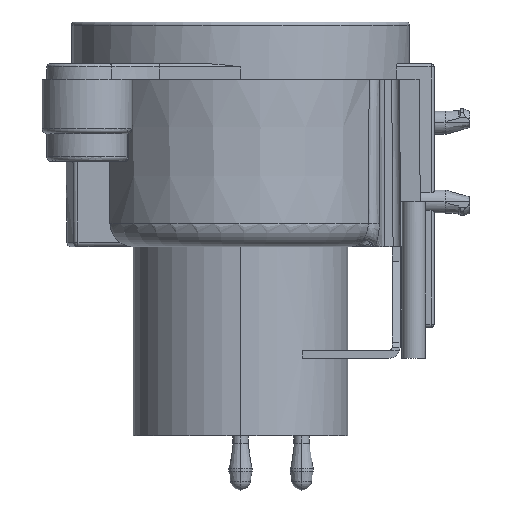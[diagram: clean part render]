
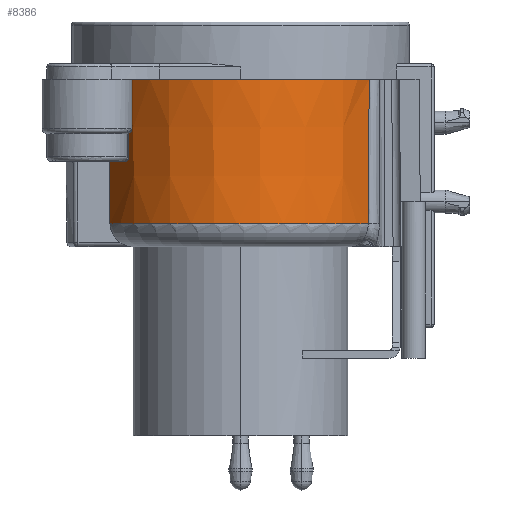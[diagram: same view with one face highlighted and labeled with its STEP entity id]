
A CAD part, left-side view. The second image highlights one B-rep face of the part: STEP entity #8386.
In plain terms, the highlighted conical face has half-angle 0.641 degrees and reference radius 9.107 mm.
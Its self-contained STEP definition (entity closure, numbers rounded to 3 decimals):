
#1=CARTESIAN_POINT('',(0.,0.,-1.));
#2=DIRECTION('',(0.,0.,-1.));
#3=DIRECTION('',(-0.421,-0.907,0.));
#4=AXIS2_PLACEMENT_3D('',#1,#2,#3);
#93=CARTESIAN_POINT('',(-3.319,8.424,-10.317));
#94=CARTESIAN_POINT('',(-3.328,8.433,-9.281));
#95=CARTESIAN_POINT('',(-3.346,8.451,-7.211));
#96=CARTESIAN_POINT('',(-3.373,8.478,-4.105));
#97=CARTESIAN_POINT('',(-3.391,8.495,-2.035));
#98=CARTESIAN_POINT('',(-3.4,8.504,-1.));
#112=CARTESIAN_POINT('',(0.,0.,-10.317));
#113=DIRECTION('',(0.,0.,1.));
#114=DIRECTION('',(-0.367,0.93,0.));
#115=AXIS2_PLACEMENT_3D('',#112,#113,#114);
#1161=CARTESIAN_POINT('',(-3.736,-8.248,
-10.317));
#1162=CARTESIAN_POINT('',(-3.75,-8.254,
-9.274));
#1163=CARTESIAN_POINT('',(-3.777,-8.268,
-7.193));
#1164=CARTESIAN_POINT('',(-3.817,-8.287,
-4.087));
#1165=CARTESIAN_POINT('',(-3.844,-8.3,
-2.027));
#1166=CARTESIAN_POINT('',(-3.858,-8.307,
-1.));
#6739=CARTESIAN_POINT('',(-3.859,-8.306,
-1.));
#6740=CARTESIAN_POINT('',(-3.4,8.504,-1.));
#6741=VERTEX_POINT('',#6739);
#6742=VERTEX_POINT('',#6740);
#6779=VERTEX_POINT('',#93);
#6780=VERTEX_POINT('',#1161);
#8372=CARTESIAN_POINT('',(0.,0.,-5.658));
#8373=DIRECTION('',(0.,0.,1.));
#8374=DIRECTION('',(0.,1.,0.));
#8375=AXIS2_PLACEMENT_3D('',#8372,#8373,#8374);
#8376=CONICAL_SURFACE('',#8375,9.106,0.641);
#8378=ORIENTED_EDGE('',*,*,#8377,.T.);
#8379=ORIENTED_EDGE('',*,*,#8325,.F.);
#8381=ORIENTED_EDGE('',*,*,#8380,.F.);
#8383=ORIENTED_EDGE('',*,*,#8382,.F.);
#8384=EDGE_LOOP('',(#8378,#8379,#8381,#8383));
#8385=FACE_OUTER_BOUND('',#8384,.F.);
#8386=ADVANCED_FACE('',(#8385),#8376,.T.);
#5=CIRCLE('',#4,9.159);
#99=B_SPLINE_CURVE_WITH_KNOTS('',3,(#93,#94,#95,#96,#97,#98),.UNSPECIFIED.,.F.,
.F.,(4,1,1,4),(0.,0.333,0.667,1.),.UNSPECIFIED.);
#116=CIRCLE('',#115,9.054);
#1167=B_SPLINE_CURVE_WITH_KNOTS('',3,(#1161,#1162,#1163,#1164,#1165,#1166),
.UNSPECIFIED.,.F.,.F.,(4,1,1,4),(0.,0.333,0.667,1.),
.UNSPECIFIED.);
#8325=EDGE_CURVE('',#6741,#6742,#5,.T.);
#8377=EDGE_CURVE('',#6779,#6742,#99,.T.);
#8380=EDGE_CURVE('',#6780,#6741,#1167,.T.);
#8382=EDGE_CURVE('',#6779,#6780,#116,.T.);
